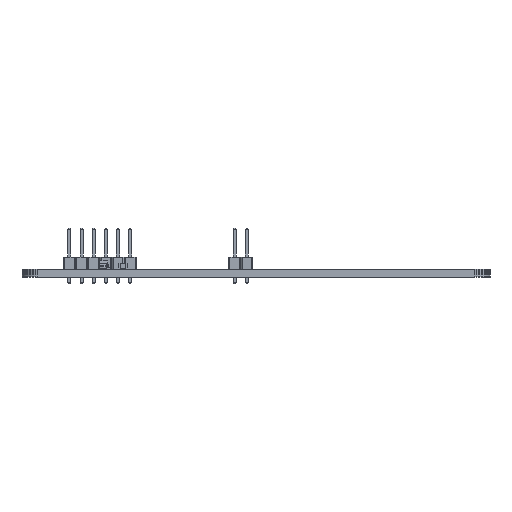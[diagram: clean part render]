
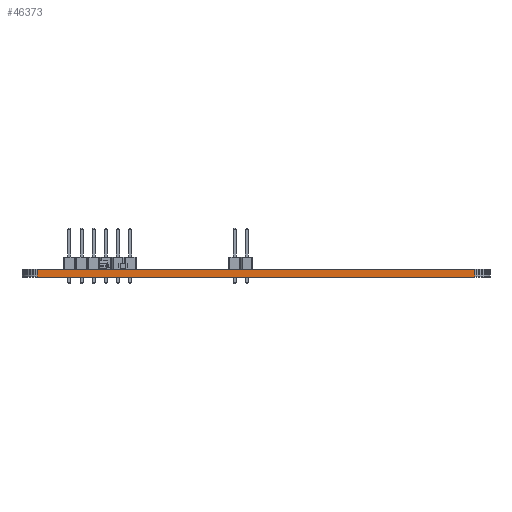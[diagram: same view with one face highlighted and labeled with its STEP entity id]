
A CAD part, left-side view. The second image highlights one B-rep face of the part: STEP entity #46373.
In plain terms, the highlighted planar face has unit normal (-1, 0, 0).
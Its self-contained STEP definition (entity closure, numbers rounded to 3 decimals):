
#37548 = PLANE('',#37549);
#37549 = AXIS2_PLACEMENT_3D('',#37550,#37551,#37552);
#37550 = CARTESIAN_POINT('',(147.638,-103.975,1.6));
#37551 = DIRECTION('',(-0.,-0.,-1.));
#37552 = DIRECTION('',(-1.,0.,0.));
#37602 = PLANE('',#37603);
#37603 = AXIS2_PLACEMENT_3D('',#37604,#37605,#37606);
#37604 = CARTESIAN_POINT('',(147.638,-103.975,0.));
#37605 = DIRECTION('',(-0.,-0.,-1.));
#37606 = DIRECTION('',(-1.,0.,0.));
#39111 = VERTEX_POINT('',#39112);
#39112 = CARTESIAN_POINT('',(76.2,-149.225,0.));
#39126 = PLANE('',#39127);
#39127 = AXIS2_PLACEMENT_3D('',#39128,#39129,#39130);
#39128 = CARTESIAN_POINT('',(76.22,-149.58,0.));
#39129 = DIRECTION('',(-0.998,-0.056,0.));
#39130 = DIRECTION('',(-0.056,0.998,0.));
#39138 = EDGE_CURVE('',#39111,#39139,#39141,.T.);
#39139 = VERTEX_POINT('',#39140);
#39140 = CARTESIAN_POINT('',(76.2,-57.785,0.));
#39141 = SURFACE_CURVE('',#39142,(#39146,#39153),.PCURVE_S1.);
#39142 = LINE('',#39143,#39144);
#39143 = CARTESIAN_POINT('',(76.2,-149.225,0.));
#39144 = VECTOR('',#39145,1.);
#39145 = DIRECTION('',(0.,1.,0.));
#39146 = PCURVE('',#37602,#39147);
#39147 = DEFINITIONAL_REPRESENTATION('',(#39148),#39152);
#39148 = LINE('',#39149,#39150);
#39149 = CARTESIAN_POINT('',(71.438,-45.25));
#39150 = VECTOR('',#39151,1.);
#39151 = DIRECTION('',(0.,1.));
#39152 = ( GEOMETRIC_REPRESENTATION_CONTEXT(2) 
PARAMETRIC_REPRESENTATION_CONTEXT() REPRESENTATION_CONTEXT('2D SPACE',''
  ) );
#39153 = PCURVE('',#39154,#39159);
#39154 = PLANE('',#39155);
#39155 = AXIS2_PLACEMENT_3D('',#39156,#39157,#39158);
#39156 = CARTESIAN_POINT('',(76.2,-149.225,0.));
#39157 = DIRECTION('',(-1.,0.,0.));
#39158 = DIRECTION('',(0.,1.,0.));
#39159 = DEFINITIONAL_REPRESENTATION('',(#39160),#39164);
#39160 = LINE('',#39161,#39162);
#39161 = CARTESIAN_POINT('',(0.,0.));
#39162 = VECTOR('',#39163,1.);
#39163 = DIRECTION('',(1.,0.));
#39164 = ( GEOMETRIC_REPRESENTATION_CONTEXT(2) 
PARAMETRIC_REPRESENTATION_CONTEXT() REPRESENTATION_CONTEXT('2D SPACE',''
  ) );
#39182 = PLANE('',#39183);
#39183 = AXIS2_PLACEMENT_3D('',#39184,#39185,#39186);
#39184 = CARTESIAN_POINT('',(76.2,-57.785,0.));
#39185 = DIRECTION('',(-0.998,0.056,0.));
#39186 = DIRECTION('',(0.056,0.998,0.));
#43105 = VERTEX_POINT('',#43106);
#43106 = CARTESIAN_POINT('',(76.2,-149.225,1.6));
#43127 = EDGE_CURVE('',#43105,#43128,#43130,.T.);
#43128 = VERTEX_POINT('',#43129);
#43129 = CARTESIAN_POINT('',(76.2,-57.785,1.6));
#43130 = SURFACE_CURVE('',#43131,(#43135,#43142),.PCURVE_S1.);
#43131 = LINE('',#43132,#43133);
#43132 = CARTESIAN_POINT('',(76.2,-149.225,1.6));
#43133 = VECTOR('',#43134,1.);
#43134 = DIRECTION('',(0.,1.,0.));
#43135 = PCURVE('',#37548,#43136);
#43136 = DEFINITIONAL_REPRESENTATION('',(#43137),#43141);
#43137 = LINE('',#43138,#43139);
#43138 = CARTESIAN_POINT('',(71.438,-45.25));
#43139 = VECTOR('',#43140,1.);
#43140 = DIRECTION('',(0.,1.));
#43141 = ( GEOMETRIC_REPRESENTATION_CONTEXT(2) 
PARAMETRIC_REPRESENTATION_CONTEXT() REPRESENTATION_CONTEXT('2D SPACE',''
  ) );
#43142 = PCURVE('',#39154,#43143);
#43143 = DEFINITIONAL_REPRESENTATION('',(#43144),#43148);
#43144 = LINE('',#43145,#43146);
#43145 = CARTESIAN_POINT('',(0.,-1.6));
#43146 = VECTOR('',#43147,1.);
#43147 = DIRECTION('',(1.,0.));
#43148 = ( GEOMETRIC_REPRESENTATION_CONTEXT(2) 
PARAMETRIC_REPRESENTATION_CONTEXT() REPRESENTATION_CONTEXT('2D SPACE',''
  ) );
#46323 = EDGE_CURVE('',#39139,#43128,#46324,.T.);
#46324 = SURFACE_CURVE('',#46325,(#46329,#46336),.PCURVE_S1.);
#46325 = LINE('',#46326,#46327);
#46326 = CARTESIAN_POINT('',(76.2,-57.785,0.));
#46327 = VECTOR('',#46328,1.);
#46328 = DIRECTION('',(0.,0.,1.));
#46329 = PCURVE('',#39182,#46330);
#46330 = DEFINITIONAL_REPRESENTATION('',(#46331),#46335);
#46331 = LINE('',#46332,#46333);
#46332 = CARTESIAN_POINT('',(0.,0.));
#46333 = VECTOR('',#46334,1.);
#46334 = DIRECTION('',(0.,-1.));
#46335 = ( GEOMETRIC_REPRESENTATION_CONTEXT(2) 
PARAMETRIC_REPRESENTATION_CONTEXT() REPRESENTATION_CONTEXT('2D SPACE',''
  ) );
#46336 = PCURVE('',#39154,#46337);
#46337 = DEFINITIONAL_REPRESENTATION('',(#46338),#46342);
#46338 = LINE('',#46339,#46340);
#46339 = CARTESIAN_POINT('',(91.44,0.));
#46340 = VECTOR('',#46341,1.);
#46341 = DIRECTION('',(0.,-1.));
#46342 = ( GEOMETRIC_REPRESENTATION_CONTEXT(2) 
PARAMETRIC_REPRESENTATION_CONTEXT() REPRESENTATION_CONTEXT('2D SPACE',''
  ) );
#46373 = ADVANCED_FACE('',(#46374),#39154,.T.);
#46374 = FACE_BOUND('',#46375,.T.);
#46375 = EDGE_LOOP('',(#46376,#46397,#46398,#46399));
#46376 = ORIENTED_EDGE('',*,*,#46377,.T.);
#46377 = EDGE_CURVE('',#39111,#43105,#46378,.T.);
#46378 = SURFACE_CURVE('',#46379,(#46383,#46390),.PCURVE_S1.);
#46379 = LINE('',#46380,#46381);
#46380 = CARTESIAN_POINT('',(76.2,-149.225,0.));
#46381 = VECTOR('',#46382,1.);
#46382 = DIRECTION('',(0.,0.,1.));
#46383 = PCURVE('',#39154,#46384);
#46384 = DEFINITIONAL_REPRESENTATION('',(#46385),#46389);
#46385 = LINE('',#46386,#46387);
#46386 = CARTESIAN_POINT('',(0.,0.));
#46387 = VECTOR('',#46388,1.);
#46388 = DIRECTION('',(0.,-1.));
#46389 = ( GEOMETRIC_REPRESENTATION_CONTEXT(2) 
PARAMETRIC_REPRESENTATION_CONTEXT() REPRESENTATION_CONTEXT('2D SPACE',''
  ) );
#46390 = PCURVE('',#39126,#46391);
#46391 = DEFINITIONAL_REPRESENTATION('',(#46392),#46396);
#46392 = LINE('',#46393,#46394);
#46393 = CARTESIAN_POINT('',(0.356,0.));
#46394 = VECTOR('',#46395,1.);
#46395 = DIRECTION('',(0.,-1.));
#46396 = ( GEOMETRIC_REPRESENTATION_CONTEXT(2) 
PARAMETRIC_REPRESENTATION_CONTEXT() REPRESENTATION_CONTEXT('2D SPACE',''
  ) );
#46397 = ORIENTED_EDGE('',*,*,#43127,.T.);
#46398 = ORIENTED_EDGE('',*,*,#46323,.F.);
#46399 = ORIENTED_EDGE('',*,*,#39138,.F.);
